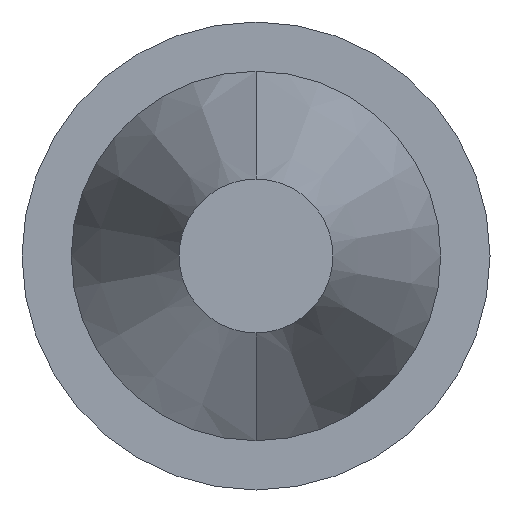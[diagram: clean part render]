
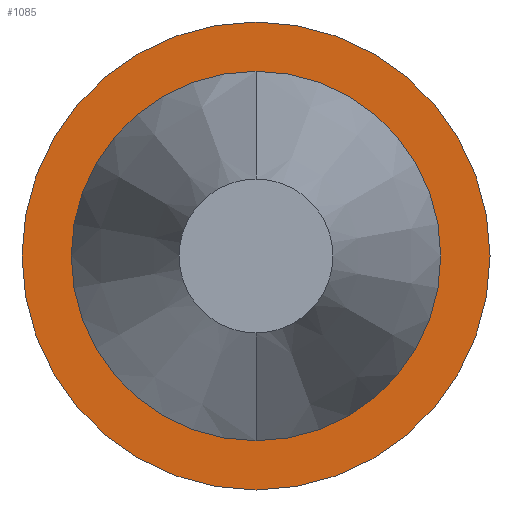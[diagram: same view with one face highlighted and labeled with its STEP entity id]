
A CAD part, front view. The second image highlights one B-rep face of the part: STEP entity #1085.
In plain terms, the highlighted planar face has unit normal (0, -1, 0).
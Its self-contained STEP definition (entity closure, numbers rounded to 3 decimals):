
#2 = EDGE_CURVE ( 'NONE', #1722, #497, #1571, .T. ) ;
#22 = DIRECTION ( 'NONE',  ( 0., 1., 0. ) ) ;
#30 = DIRECTION ( 'NONE',  ( 0., 0., 1. ) ) ;
#48 = VERTEX_POINT ( 'NONE', #1122 ) ;
#179 = CARTESIAN_POINT ( 'NONE',  ( 0., 0., 0. ) ) ;
#182 = ORIENTED_EDGE ( 'NONE', *, *, #1677, .T. ) ;
#198 = DIRECTION ( 'NONE',  ( 0., 1., 0. ) ) ;
#231 = PLANE ( 'NONE',  #668 ) ;
#255 = CARTESIAN_POINT ( 'NONE',  ( 0., 0., -2. ) ) ;
#365 = VERTEX_POINT ( 'NONE', #255 ) ;
#477 = AXIS2_PLACEMENT_3D ( 'NONE', #1359, #950, #1352 ) ;
#497 = VERTEX_POINT ( 'NONE', #845 ) ;
#498 = AXIS2_PLACEMENT_3D ( 'NONE', #692, #557, #30 ) ;
#510 = CIRCLE ( 'NONE', #875, 2. ) ;
#557 = DIRECTION ( 'NONE',  ( 0., 1., 0. ) ) ;
#668 = AXIS2_PLACEMENT_3D ( 'NONE', #1259, #198, #1140 ) ;
#692 = CARTESIAN_POINT ( 'NONE',  ( 0., 0., 0. ) ) ;
#810 = EDGE_LOOP ( 'NONE', ( #1060, #908 ) ) ;
#841 = DIRECTION ( 'NONE',  ( 0., 0., 1. ) ) ;
#845 = CARTESIAN_POINT ( 'NONE',  ( 0., 0., -3.8 ) ) ;
#867 = DIRECTION ( 'NONE',  ( 0., 1., 0. ) ) ;
#875 = AXIS2_PLACEMENT_3D ( 'NONE', #179, #867, #1002 ) ;
#897 = EDGE_CURVE ( 'NONE', #365, #48, #1410, .T. ) ;
#908 = ORIENTED_EDGE ( 'NONE', *, *, #2, .F. ) ;
#950 = DIRECTION ( 'NONE',  ( 0., 1., 0. ) ) ;
#984 = AXIS2_PLACEMENT_3D ( 'NONE', #1248, #22, #841 ) ;
#1002 = DIRECTION ( 'NONE',  ( 0., 0., 1. ) ) ;
#1020 = CARTESIAN_POINT ( 'NONE',  ( 0., 0., 3.8 ) ) ;
#1060 = ORIENTED_EDGE ( 'NONE', *, *, #1494, .F. ) ;
#1085 = ADVANCED_FACE ( 'NONE', ( #1525, #1146 ), #231, .F. ) ;
#1122 = CARTESIAN_POINT ( 'NONE',  ( 0., 0., 2. ) ) ;
#1140 = DIRECTION ( 'NONE',  ( 0., 0., 1. ) ) ;
#1143 = CIRCLE ( 'NONE', #498, 3.8 ) ;
#1146 = FACE_OUTER_BOUND ( 'NONE', #810, .T. ) ;
#1248 = CARTESIAN_POINT ( 'NONE',  ( 0., 0., 0. ) ) ;
#1259 = CARTESIAN_POINT ( 'NONE',  ( 0., 0., 0. ) ) ;
#1338 = ORIENTED_EDGE ( 'NONE', *, *, #897, .T. ) ;
#1352 = DIRECTION ( 'NONE',  ( 0., 0., 1. ) ) ;
#1359 = CARTESIAN_POINT ( 'NONE',  ( 0., 0., 0. ) ) ;
#1410 = CIRCLE ( 'NONE', #477, 2. ) ;
#1494 = EDGE_CURVE ( 'NONE', #497, #1722, #1143, .T. ) ;
#1525 = FACE_BOUND ( 'NONE', #1673, .T. ) ;
#1571 = CIRCLE ( 'NONE', #984, 3.8 ) ;
#1673 = EDGE_LOOP ( 'NONE', ( #182, #1338 ) ) ;
#1677 = EDGE_CURVE ( 'NONE', #48, #365, #510, .T. ) ;
#1722 = VERTEX_POINT ( 'NONE', #1020 ) ;
